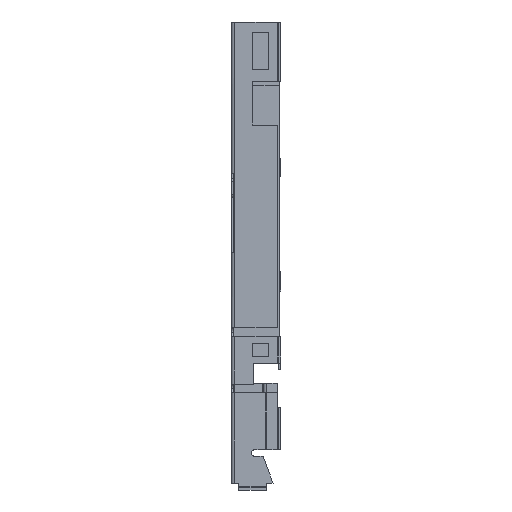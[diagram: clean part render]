
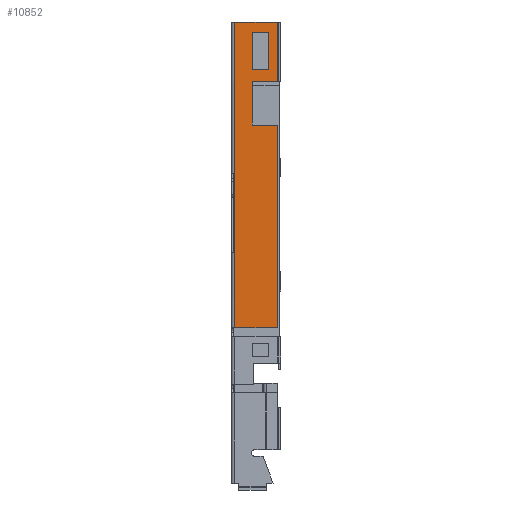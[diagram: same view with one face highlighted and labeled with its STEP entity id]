
A CAD part, left-side view. The second image highlights one B-rep face of the part: STEP entity #10852.
In plain terms, the highlighted planar face has unit normal (-1, 0, 0).
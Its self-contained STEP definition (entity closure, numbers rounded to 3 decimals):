
#760 = LINE ( 'NONE', #20928, #1923 ) ;
#797 = DIRECTION ( 'NONE',  ( 0., 1., 0. ) ) ;
#803 = ORIENTED_EDGE ( 'NONE', *, *, #8964, .T. ) ;
#1588 = VERTEX_POINT ( 'NONE', #4546 ) ;
#1923 = VECTOR ( 'NONE', #2470, 1000. ) ;
#2052 = VERTEX_POINT ( 'NONE', #21967 ) ;
#2117 = DIRECTION ( 'NONE',  ( 0., 0., 1. ) ) ;
#2250 = EDGE_CURVE ( 'NONE', #10546, #21812, #18675, .T. ) ;
#2282 = CARTESIAN_POINT ( 'NONE',  ( -13.7, 1.7, -0.62 ) ) ;
#2342 = LINE ( 'NONE', #20276, #15450 ) ;
#2470 = DIRECTION ( 'NONE',  ( 0., -1., 0. ) ) ;
#2816 = ORIENTED_EDGE ( 'NONE', *, *, #2937, .T. ) ;
#2937 = EDGE_CURVE ( 'NONE', #18300, #20196, #2342, .T. ) ;
#3455 = LINE ( 'NONE', #13254, #22635 ) ;
#3577 = DIRECTION ( 'NONE',  ( -1., 0., 0. ) ) ;
#3730 = CARTESIAN_POINT ( 'NONE',  ( -13.7, 2.95, -21.52 ) ) ;
#3771 = CARTESIAN_POINT ( 'NONE',  ( -13.7, 1.7, -21.52 ) ) ;
#3997 = EDGE_CURVE ( 'NONE', #1588, #10546, #7822, .T. ) ;
#4172 = EDGE_CURVE ( 'NONE', #21812, #13821, #3455, .T. ) ;
#4216 = LINE ( 'NONE', #11969, #12371 ) ;
#4305 = CARTESIAN_POINT ( 'NONE',  ( -13.7, 1.7, -2.82 ) ) ;
#4546 = CARTESIAN_POINT ( 'NONE',  ( -13.7, 1.7, -6.12 ) ) ;
#4589 = VECTOR ( 'NONE', #7088, 1000. ) ;
#4636 = ORIENTED_EDGE ( 'NONE', *, *, #14427, .T. ) ;
#4644 = EDGE_CURVE ( 'NONE', #18300, #13821, #15642, .T. ) ;
#4732 = ORIENTED_EDGE ( 'NONE', *, *, #6506, .T. ) ;
#4946 = ORIENTED_EDGE ( 'NONE', *, *, #15062, .T. ) ;
#5187 = LINE ( 'NONE', #22389, #6930 ) ;
#5324 = CARTESIAN_POINT ( 'NONE',  ( -13.7, 2.75, -18.17 ) ) ;
#5397 = DIRECTION ( 'NONE',  ( 0., 0., -1. ) ) ;
#5841 = ORIENTED_EDGE ( 'NONE', *, *, #2250, .T. ) ;
#5848 = VERTEX_POINT ( 'NONE', #2282 ) ;
#6065 = CARTESIAN_POINT ( 'NONE',  ( -13.7, 0.2, 0. ) ) ;
#6153 = VERTEX_POINT ( 'NONE', #12433 ) ;
#6197 = CARTESIAN_POINT ( 'NONE',  ( -13.7, 0.72, -0.62 ) ) ;
#6200 = VECTOR ( 'NONE', #797, 1000. ) ;
#6506 = EDGE_CURVE ( 'NONE', #2052, #1588, #14399, .T. ) ;
#6930 = VECTOR ( 'NONE', #22472, 1000. ) ;
#7088 = DIRECTION ( 'NONE',  ( 0., 0., 1. ) ) ;
#7152 = ORIENTED_EDGE ( 'NONE', *, *, #12818, .T. ) ;
#7627 = DIRECTION ( 'NONE',  ( 0., -1., 0. ) ) ;
#7651 = AXIS2_PLACEMENT_3D ( 'NONE', #3730, #3577, #16751 ) ;
#7671 = DIRECTION ( 'NONE',  ( 0., -1., 0. ) ) ;
#7822 = LINE ( 'NONE', #22327, #9591 ) ;
#8964 = EDGE_CURVE ( 'NONE', #5848, #16656, #5187, .T. ) ;
#9591 = VECTOR ( 'NONE', #14901, 1000. ) ;
#9745 = ORIENTED_EDGE ( 'NONE', *, *, #4644, .F. ) ;
#9758 = CARTESIAN_POINT ( 'NONE',  ( -13.7, 0.72, -2.82 ) ) ;
#10273 = CARTESIAN_POINT ( 'NONE',  ( -13.7, 1.7, -3.52 ) ) ;
#10456 = CARTESIAN_POINT ( 'NONE',  ( -13.7, 0.2, -21.52 ) ) ;
#10546 = VERTEX_POINT ( 'NONE', #10273 ) ;
#10852 = ADVANCED_FACE ( 'NONE', ( #22561, #16199 ), #14916, .T. ) ;
#11141 = EDGE_LOOP ( 'NONE', ( #9745, #2816, #4946, #7152, #4732, #18538, #5841, #23279 ) ) ;
#11519 = EDGE_CURVE ( 'NONE', #16656, #20906, #4216, .T. ) ;
#11969 = CARTESIAN_POINT ( 'NONE',  ( -13.7, 0.72, -21.52 ) ) ;
#12144 = VECTOR ( 'NONE', #7627, 1000. ) ;
#12371 = VECTOR ( 'NONE', #13757, 1000. ) ;
#12433 = CARTESIAN_POINT ( 'NONE',  ( -13.7, 0.2, -18.17 ) ) ;
#12818 = EDGE_CURVE ( 'NONE', #6153, #2052, #18268, .T. ) ;
#13254 = CARTESIAN_POINT ( 'NONE',  ( -13.7, 0.2, 0. ) ) ;
#13680 = CARTESIAN_POINT ( 'NONE',  ( -13.7, 0.2, -3.52 ) ) ;
#13757 = DIRECTION ( 'NONE',  ( 0., 0., -1. ) ) ;
#13821 = VERTEX_POINT ( 'NONE', #6065 ) ;
#14399 = LINE ( 'NONE', #19616, #6200 ) ;
#14427 = EDGE_CURVE ( 'NONE', #21806, #5848, #15606, .T. ) ;
#14901 = DIRECTION ( 'NONE',  ( 0., 0., 1. ) ) ;
#14916 = PLANE ( 'NONE',  #7651 ) ;
#15062 = EDGE_CURVE ( 'NONE', #20196, #6153, #760, .T. ) ;
#15217 = LINE ( 'NONE', #18687, #19829 ) ;
#15450 = VECTOR ( 'NONE', #5397, 1000. ) ;
#15606 = LINE ( 'NONE', #3771, #19359 ) ;
#15616 = CARTESIAN_POINT ( 'NONE',  ( -13.7, 2.75, 0. ) ) ;
#15642 = LINE ( 'NONE', #18760, #12144 ) ;
#16199 = FACE_OUTER_BOUND ( 'NONE', #11141, .T. ) ;
#16656 = VERTEX_POINT ( 'NONE', #6197 ) ;
#16751 = DIRECTION ( 'NONE',  ( 0., 1., 0. ) ) ;
#16793 = DIRECTION ( 'NONE',  ( 0., 0., 1. ) ) ;
#17132 = DIRECTION ( 'NONE',  ( 0., 1., 0. ) ) ;
#18268 = LINE ( 'NONE', #10456, #4589 ) ;
#18300 = VERTEX_POINT ( 'NONE', #15616 ) ;
#18538 = ORIENTED_EDGE ( 'NONE', *, *, #3997, .T. ) ;
#18675 = LINE ( 'NONE', #20749, #20980 ) ;
#18687 = CARTESIAN_POINT ( 'NONE',  ( -13.7, 2.95, -2.82 ) ) ;
#18760 = CARTESIAN_POINT ( 'NONE',  ( -13.7, 2.95, 0. ) ) ;
#19359 = VECTOR ( 'NONE', #16793, 1000. ) ;
#19616 = CARTESIAN_POINT ( 'NONE',  ( -13.7, 2.95, -6.12 ) ) ;
#19829 = VECTOR ( 'NONE', #17132, 1000. ) ;
#20196 = VERTEX_POINT ( 'NONE', #5324 ) ;
#20276 = CARTESIAN_POINT ( 'NONE',  ( -13.7, 2.75, -21.52 ) ) ;
#20749 = CARTESIAN_POINT ( 'NONE',  ( -13.7, 2.95, -3.52 ) ) ;
#20780 = EDGE_CURVE ( 'NONE', #20906, #21806, #15217, .T. ) ;
#20906 = VERTEX_POINT ( 'NONE', #9758 ) ;
#20928 = CARTESIAN_POINT ( 'NONE',  ( -13.7, 2.95, -18.17 ) ) ;
#20980 = VECTOR ( 'NONE', #7671, 1000. ) ;
#21806 = VERTEX_POINT ( 'NONE', #4305 ) ;
#21812 = VERTEX_POINT ( 'NONE', #13680 ) ;
#21892 = EDGE_LOOP ( 'NONE', ( #23375, #4636, #803, #23800 ) ) ;
#21967 = CARTESIAN_POINT ( 'NONE',  ( -13.7, 0.2, -6.12 ) ) ;
#22327 = CARTESIAN_POINT ( 'NONE',  ( -13.7, 1.7, -21.52 ) ) ;
#22389 = CARTESIAN_POINT ( 'NONE',  ( -13.7, 2.95, -0.62 ) ) ;
#22472 = DIRECTION ( 'NONE',  ( 0., -1., 0. ) ) ;
#22561 = FACE_BOUND ( 'NONE', #21892, .T. ) ;
#22635 = VECTOR ( 'NONE', #2117, 1000. ) ;
#23279 = ORIENTED_EDGE ( 'NONE', *, *, #4172, .T. ) ;
#23375 = ORIENTED_EDGE ( 'NONE', *, *, #20780, .T. ) ;
#23800 = ORIENTED_EDGE ( 'NONE', *, *, #11519, .T. ) ;
